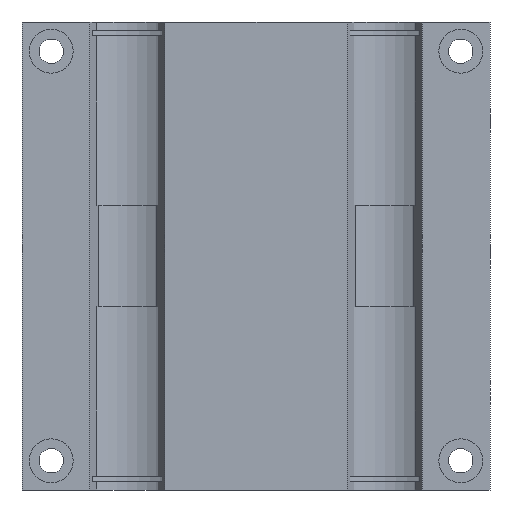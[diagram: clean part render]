
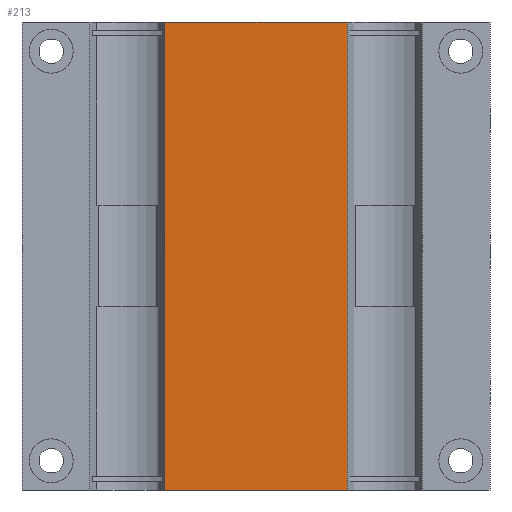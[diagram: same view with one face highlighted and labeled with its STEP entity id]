
A CAD part, front view. The second image highlights one B-rep face of the part: STEP entity #213.
In plain terms, the highlighted planar face has unit normal (0, -1, 0).
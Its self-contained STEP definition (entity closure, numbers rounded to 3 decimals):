
#213 = ADVANCED_FACE( '', ( #468 ), #469, .F. );
#468 = FACE_OUTER_BOUND( '', #728, .T. );
#469 = PLANE( '', #729 );
#728 = EDGE_LOOP( '', ( #1268, #1269, #1270, #1271 ) );
#729 = AXIS2_PLACEMENT_3D( '', #1272, #1273, #1274 );
#1268 = ORIENTED_EDGE( '', *, *, #1359, .F. );
#1269 = ORIENTED_EDGE( '', *, *, #1385, .F. );
#1270 = ORIENTED_EDGE( '', *, *, #1436, .F. );
#1271 = ORIENTED_EDGE( '', *, *, #1374, .T. );
#1272 = CARTESIAN_POINT( '', ( -80., 0., 160. ) );
#1273 = DIRECTION( '', ( 0., 1., 0. ) );
#1274 = DIRECTION( '', ( 0., 0., 1. ) );
#1359 = EDGE_CURVE( '', #1597, #1572, #1599, .T. );
#1374 = EDGE_CURVE( '', #1625, #1572, #1626, .T. );
#1385 = EDGE_CURVE( '', #1643, #1597, #1645, .T. );
#1436 = EDGE_CURVE( '', #1625, #1643, #1724, .T. );
#1572 = VERTEX_POINT( '', #1899 );
#1597 = VERTEX_POINT( '', #1937 );
#1599 = LINE( '', #1940, #1941 );
#1625 = VERTEX_POINT( '', #1975 );
#1626 = LINE( '', #1976, #1977 );
#1643 = VERTEX_POINT( '', #1998 );
#1645 = LINE( '', #2001, #2002 );
#1724 = LINE( '', #2152, #2153 );
#1899 = CARTESIAN_POINT( '', ( 31.203, 0., 0. ) );
#1937 = CARTESIAN_POINT( '', ( 31.203, 0., 160. ) );
#1940 = CARTESIAN_POINT( '', ( 31.203, 0., 160. ) );
#1941 = VECTOR( '', #2479, 1000. );
#1975 = CARTESIAN_POINT( '', ( -31.203, 0., 0. ) );
#1976 = CARTESIAN_POINT( '', ( -80., 0., 0. ) );
#1977 = VECTOR( '', #2500, 1000. );
#1998 = CARTESIAN_POINT( '', ( -31.203, 0., 160. ) );
#2001 = CARTESIAN_POINT( '', ( -80., 0., 160. ) );
#2002 = VECTOR( '', #2515, 1000. );
#2152 = CARTESIAN_POINT( '', ( -31.203, 0., 160. ) );
#2153 = VECTOR( '', #2587, 1000. );
#2479 = DIRECTION( '', ( 0., 0., -1. ) );
#2500 = DIRECTION( '', ( 1., 0., 0. ) );
#2515 = DIRECTION( '', ( 1., 0., 0. ) );
#2587 = DIRECTION( '', ( 0., 0., 1. ) );
